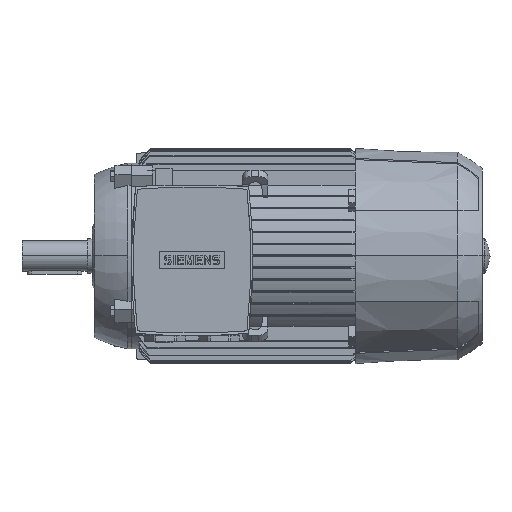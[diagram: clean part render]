
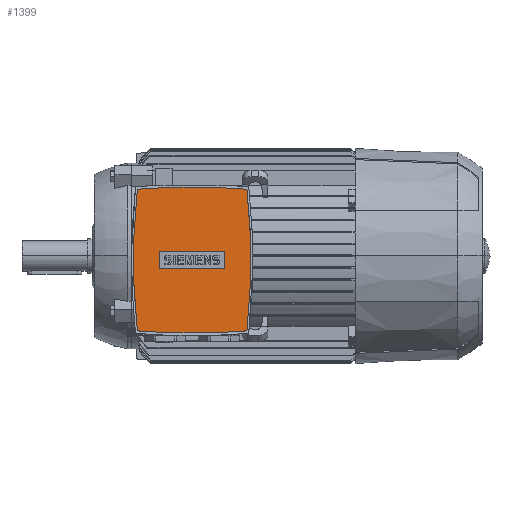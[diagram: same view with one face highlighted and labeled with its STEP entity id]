
A CAD part, top view. The second image highlights one B-rep face of the part: STEP entity #1399.
In plain terms, the highlighted planar face has unit normal (0, 0, 1).
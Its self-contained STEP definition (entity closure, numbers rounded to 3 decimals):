
#1399=ADVANCED_FACE('',(#3669,#3670),#3671,.T.);
#3669=FACE_BOUND('',#6845,.T.);
#3670=FACE_OUTER_BOUND('',#6846,.T.);
#3671=PLANE('',#6847);
#6845=EDGE_LOOP('',(#11077,#11078,#11079,#11080));
#6846=EDGE_LOOP('',(#11081,#11082,#11083,#11084,#11085,#11086));
#6847=AXIS2_PLACEMENT_3D('',#11087,#11088,#11089);
#11077=ORIENTED_EDGE('',*,*,#20204,.T.);
#11078=ORIENTED_EDGE('',*,*,#20201,.T.);
#11079=ORIENTED_EDGE('',*,*,#20198,.T.);
#11080=ORIENTED_EDGE('',*,*,#20195,.T.);
#11081=ORIENTED_EDGE('',*,*,#20220,.T.);
#11082=ORIENTED_EDGE('',*,*,#20221,.T.);
#11083=ORIENTED_EDGE('',*,*,#19844,.T.);
#11084=ORIENTED_EDGE('',*,*,#20222,.T.);
#11085=ORIENTED_EDGE('',*,*,#19837,.T.);
#11086=ORIENTED_EDGE('',*,*,#20223,.T.);
#11087=CARTESIAN_POINT('',(56.0,-4.0,166.0));
#11088=DIRECTION('',(0.0,0.0,1.0));
#11089=DIRECTION('',(0.0,-1.0,0.0));
#19837=EDGE_CURVE('',#24103,#24100,#24104,.T.);
#19844=EDGE_CURVE('',#24110,#24114,#24116,.T.);
#20195=EDGE_CURVE('',#24645,#24643,#24646,.T.);
#20198=EDGE_CURVE('',#24649,#24645,#24650,.T.);
#20201=EDGE_CURVE('',#24653,#24649,#24654,.T.);
#20204=EDGE_CURVE('',#24643,#24653,#24657,.T.);
#20220=EDGE_CURVE('',#24673,#24674,#24675,.T.);
#20221=EDGE_CURVE('',#24674,#24110,#24676,.T.);
#20222=EDGE_CURVE('',#24114,#24103,#24677,.T.);
#20223=EDGE_CURVE('',#24100,#24673,#24678,.T.);
#24100=VERTEX_POINT('',#31136);
#24103=VERTEX_POINT('',#31140);
#24104=CIRCLE('',#31141,692.16);
#24110=VERTEX_POINT('',#31148);
#24114=VERTEX_POINT('',#31153);
#24116=CIRCLE('',#31156,692.16);
#24643=VERTEX_POINT('',#31994);
#24645=VERTEX_POINT('',#31997);
#24646=LINE('',#31998,#31999);
#24649=VERTEX_POINT('',#32003);
#24650=LINE('',#32004,#32005);
#24653=VERTEX_POINT('',#32009);
#24654=LINE('',#32010,#32011);
#24657=LINE('',#32015,#32016);
#24673=VERTEX_POINT('',#32038);
#24674=VERTEX_POINT('',#32039);
#24675=CIRCLE('',#32040,594.0);
#24676=CIRCLE('',#32041,692.16);
#24677=CIRCLE('',#32042,594.0);
#24678=CIRCLE('',#32043,692.16);
#31136=CARTESIAN_POINT('',(56.,63.0,166.0));
#31140=CARTESIAN_POINT('',(106.415,61.162,166.0));
#31141=AXIS2_PLACEMENT_3D('',#43600,#43601,#43602);
#31148=CARTESIAN_POINT('',(56.,-71.0,166.0));
#31153=CARTESIAN_POINT('',(106.415,-69.162,166.0));
#31156=AXIS2_PLACEMENT_3D('',#43612,#43613,#43614);
#31994=CARTESIAN_POINT('',(86.0,-12.05,166.0));
#31997=CARTESIAN_POINT('',(86.0,4.05,166.0));
#31998=CARTESIAN_POINT('',(86.0,-4.0,166.0));
#31999=VECTOR('',#43925,1.0);
#32003=CARTESIAN_POINT('',(26.0,4.05,166.0));
#32004=CARTESIAN_POINT('',(56.0,4.05,166.0));
#32005=VECTOR('',#43927,1.0);
#32009=CARTESIAN_POINT('',(26.0,-12.05,166.0));
#32010=CARTESIAN_POINT('',(26.0,-4.0,166.0));
#32011=VECTOR('',#43929,1.0);
#32015=CARTESIAN_POINT('',(56.0,-12.05,166.0));
#32016=VECTOR('',#43931,1.0);
#32038=CARTESIAN_POINT('',(5.585,61.162,166.0));
#32039=CARTESIAN_POINT('',(5.585,-69.162,166.0));
#32040=AXIS2_PLACEMENT_3D('',#43941,#43942,#43943);
#32041=AXIS2_PLACEMENT_3D('',#43944,#43945,#43946);
#32042=AXIS2_PLACEMENT_3D('',#43947,#43948,#43949);
#32043=AXIS2_PLACEMENT_3D('',#43950,#43951,#43952);
#43600=CARTESIAN_POINT('',(56.0,-629.16,166.0));
#43601=DIRECTION('',(0.0,-0.0,1.0));
#43602=DIRECTION('',(0.0,1.0,0.0));
#43612=CARTESIAN_POINT('',(56.0,621.16,166.0));
#43613=DIRECTION('',(0.0,-0.0,1.0));
#43614=DIRECTION('',(0.0,1.0,0.0));
#43925=DIRECTION('',(0.0,-1.0,0.0));
#43927=DIRECTION('',(1.0,0.0,-0.0));
#43929=DIRECTION('',(0.0,1.0,0.0));
#43931=DIRECTION('',(-1.0,0.0,0.0));
#43941=CARTESIAN_POINT('',(596.0,-4.0,166.0));
#43942=DIRECTION('',(0.0,-0.0,1.0));
#43943=DIRECTION('',(0.0,1.0,0.0));
#43944=CARTESIAN_POINT('',(56.0,621.16,166.0));
#43945=DIRECTION('',(0.0,-0.0,1.0));
#43946=DIRECTION('',(0.0,1.0,0.0));
#43947=CARTESIAN_POINT('',(-484.0,-4.0,166.0));
#43948=DIRECTION('',(0.0,-0.0,1.0));
#43949=DIRECTION('',(0.0,1.0,0.0));
#43950=CARTESIAN_POINT('',(56.0,-629.16,166.0));
#43951=DIRECTION('',(0.0,-0.0,1.0));
#43952=DIRECTION('',(0.0,1.0,0.0));
